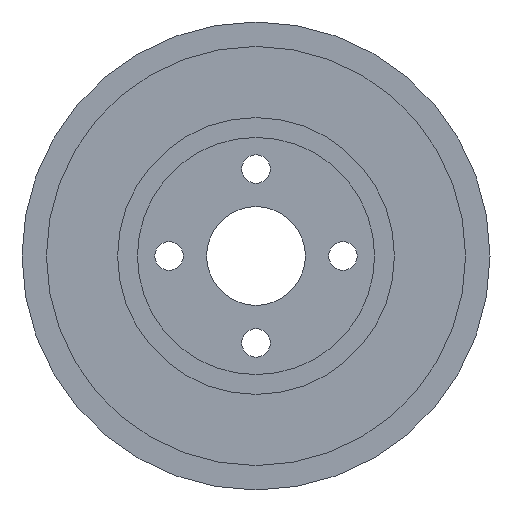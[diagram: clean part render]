
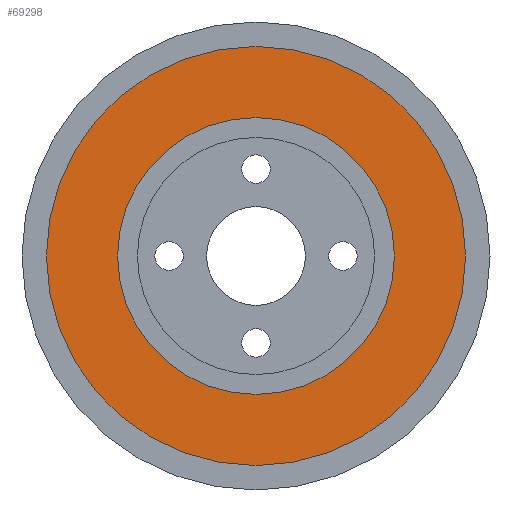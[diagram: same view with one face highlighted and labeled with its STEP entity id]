
A CAD part, front view. The second image highlights one B-rep face of the part: STEP entity #69298.
In plain terms, the highlighted planar face has unit normal (0, -1, 0).
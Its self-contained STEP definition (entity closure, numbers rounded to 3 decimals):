
#710 = CYLINDRICAL_SURFACE('',#711,17.5);
#711 = AXIS2_PLACEMENT_3D('',#712,#713,#714);
#712 = CARTESIAN_POINT('',(0.,0.8,0.));
#713 = DIRECTION('',(-0.,1.,-0.));
#714 = DIRECTION('',(0.,0.,1.));
#730 = VERTEX_POINT('',#731);
#731 = CARTESIAN_POINT('',(0.,1.8,-17.5));
#745 = CYLINDRICAL_SURFACE('',#746,17.5);
#746 = AXIS2_PLACEMENT_3D('',#747,#748,#749);
#747 = CARTESIAN_POINT('',(0.,0.8,0.));
#748 = DIRECTION('',(-0.,1.,-0.));
#749 = DIRECTION('',(0.,0.,1.));
#757 = EDGE_CURVE('',#730,#758,#760,.T.);
#758 = VERTEX_POINT('',#759);
#759 = CARTESIAN_POINT('',(0.,1.8,17.5));
#760 = SURFACE_CURVE('',#761,(#766,#773),.PCURVE_S1.);
#761 = CIRCLE('',#762,17.5);
#762 = AXIS2_PLACEMENT_3D('',#763,#764,#765);
#763 = CARTESIAN_POINT('',(0.,1.8,0.));
#764 = DIRECTION('',(0.,-1.,0.));
#765 = DIRECTION('',(0.,0.,-1.));
#766 = PCURVE('',#710,#767);
#767 = DEFINITIONAL_REPRESENTATION('',(#768),#772);
#768 = LINE('',#769,#770);
#769 = CARTESIAN_POINT('',(3.142,1.));
#770 = VECTOR('',#771,1.);
#771 = DIRECTION('',(-1.,0.));
#772 = ( GEOMETRIC_REPRESENTATION_CONTEXT(2) 
PARAMETRIC_REPRESENTATION_CONTEXT() REPRESENTATION_CONTEXT('2D SPACE',''
  ) );
#773 = PCURVE('',#774,#779);
#774 = PLANE('',#775);
#775 = AXIS2_PLACEMENT_3D('',#776,#777,#778);
#776 = CARTESIAN_POINT('',(0.,1.8,0.));
#777 = DIRECTION('',(0.,-1.,0.));
#778 = DIRECTION('',(0.,-0.,-1.));
#779 = DEFINITIONAL_REPRESENTATION('',(#780),#784);
#780 = CIRCLE('',#781,17.5);
#781 = AXIS2_PLACEMENT_2D('',#782,#783);
#782 = CARTESIAN_POINT('',(0.,0.));
#783 = DIRECTION('',(1.,0.));
#784 = ( GEOMETRIC_REPRESENTATION_CONTEXT(2) 
PARAMETRIC_REPRESENTATION_CONTEXT() REPRESENTATION_CONTEXT('2D SPACE',''
  ) );
#811 = VERTEX_POINT('',#812);
#812 = CARTESIAN_POINT('',(0.,1.8,-26.5));
#821 = CYLINDRICAL_SURFACE('',#822,26.5);
#822 = AXIS2_PLACEMENT_3D('',#823,#824,#825);
#823 = CARTESIAN_POINT('',(0.,1.8,0.));
#824 = DIRECTION('',(-0.,-1.,-0.));
#825 = DIRECTION('',(0.,0.,-1.));
#833 = CYLINDRICAL_SURFACE('',#834,26.5);
#834 = AXIS2_PLACEMENT_3D('',#835,#836,#837);
#835 = CARTESIAN_POINT('',(0.,1.8,0.));
#836 = DIRECTION('',(-0.,-1.,-0.));
#837 = DIRECTION('',(0.,0.,-1.));
#875 = VERTEX_POINT('',#876);
#876 = CARTESIAN_POINT('',(0.,1.8,26.5));
#897 = EDGE_CURVE('',#875,#811,#898,.T.);
#898 = SURFACE_CURVE('',#899,(#904,#911),.PCURVE_S1.);
#899 = CIRCLE('',#900,26.5);
#900 = AXIS2_PLACEMENT_3D('',#901,#902,#903);
#901 = CARTESIAN_POINT('',(0.,1.8,0.));
#902 = DIRECTION('',(0.,-1.,0.));
#903 = DIRECTION('',(0.,0.,-1.));
#904 = PCURVE('',#821,#905);
#905 = DEFINITIONAL_REPRESENTATION('',(#906),#910);
#906 = LINE('',#907,#908);
#907 = CARTESIAN_POINT('',(0.,0.));
#908 = VECTOR('',#909,1.);
#909 = DIRECTION('',(1.,0.));
#910 = ( GEOMETRIC_REPRESENTATION_CONTEXT(2) 
PARAMETRIC_REPRESENTATION_CONTEXT() REPRESENTATION_CONTEXT('2D SPACE',''
  ) );
#911 = PCURVE('',#774,#912);
#912 = DEFINITIONAL_REPRESENTATION('',(#913),#917);
#913 = CIRCLE('',#914,26.5);
#914 = AXIS2_PLACEMENT_2D('',#915,#916);
#915 = CARTESIAN_POINT('',(0.,0.));
#916 = DIRECTION('',(1.,0.));
#917 = ( GEOMETRIC_REPRESENTATION_CONTEXT(2) 
PARAMETRIC_REPRESENTATION_CONTEXT() REPRESENTATION_CONTEXT('2D SPACE',''
  ) );
#69276 = EDGE_CURVE('',#811,#875,#69277,.T.);
#69277 = SURFACE_CURVE('',#69278,(#69283,#69290),.PCURVE_S1.);
#69278 = CIRCLE('',#69279,26.5);
#69279 = AXIS2_PLACEMENT_3D('',#69280,#69281,#69282);
#69280 = CARTESIAN_POINT('',(0.,1.8,0.));
#69281 = DIRECTION('',(0.,-1.,0.));
#69282 = DIRECTION('',(0.,0.,-1.));
#69283 = PCURVE('',#833,#69284);
#69284 = DEFINITIONAL_REPRESENTATION('',(#69285),#69289);
#69285 = LINE('',#69286,#69287);
#69286 = CARTESIAN_POINT('',(0.,0.));
#69287 = VECTOR('',#69288,1.);
#69288 = DIRECTION('',(1.,0.));
#69289 = ( GEOMETRIC_REPRESENTATION_CONTEXT(2) 
PARAMETRIC_REPRESENTATION_CONTEXT() REPRESENTATION_CONTEXT('2D SPACE',''
  ) );
#69290 = PCURVE('',#774,#69291);
#69291 = DEFINITIONAL_REPRESENTATION('',(#69292),#69296);
#69292 = CIRCLE('',#69293,26.5);
#69293 = AXIS2_PLACEMENT_2D('',#69294,#69295);
#69294 = CARTESIAN_POINT('',(0.,0.));
#69295 = DIRECTION('',(1.,0.));
#69296 = ( GEOMETRIC_REPRESENTATION_CONTEXT(2) 
PARAMETRIC_REPRESENTATION_CONTEXT() REPRESENTATION_CONTEXT('2D SPACE',''
  ) );
#69298 = ADVANCED_FACE('',(#69299,#69324),#774,.T.);
#69299 = FACE_BOUND('',#69300,.T.);
#69300 = EDGE_LOOP('',(#69301,#69323));
#69301 = ORIENTED_EDGE('',*,*,#69302,.F.);
#69302 = EDGE_CURVE('',#758,#730,#69303,.T.);
#69303 = SURFACE_CURVE('',#69304,(#69309,#69316),.PCURVE_S1.);
#69304 = CIRCLE('',#69305,17.5);
#69305 = AXIS2_PLACEMENT_3D('',#69306,#69307,#69308);
#69306 = CARTESIAN_POINT('',(0.,1.8,0.));
#69307 = DIRECTION('',(0.,-1.,0.));
#69308 = DIRECTION('',(0.,0.,-1.));
#69309 = PCURVE('',#774,#69310);
#69310 = DEFINITIONAL_REPRESENTATION('',(#69311),#69315);
#69311 = CIRCLE('',#69312,17.5);
#69312 = AXIS2_PLACEMENT_2D('',#69313,#69314);
#69313 = CARTESIAN_POINT('',(0.,0.));
#69314 = DIRECTION('',(1.,0.));
#69315 = ( GEOMETRIC_REPRESENTATION_CONTEXT(2) 
PARAMETRIC_REPRESENTATION_CONTEXT() REPRESENTATION_CONTEXT('2D SPACE',''
  ) );
#69316 = PCURVE('',#745,#69317);
#69317 = DEFINITIONAL_REPRESENTATION('',(#69318),#69322);
#69318 = LINE('',#69319,#69320);
#69319 = CARTESIAN_POINT('',(9.425,1.));
#69320 = VECTOR('',#69321,1.);
#69321 = DIRECTION('',(-1.,0.));
#69322 = ( GEOMETRIC_REPRESENTATION_CONTEXT(2) 
PARAMETRIC_REPRESENTATION_CONTEXT() REPRESENTATION_CONTEXT('2D SPACE',''
  ) );
#69323 = ORIENTED_EDGE('',*,*,#757,.F.);
#69324 = FACE_BOUND('',#69325,.T.);
#69325 = EDGE_LOOP('',(#69326,#69327));
#69326 = ORIENTED_EDGE('',*,*,#69276,.T.);
#69327 = ORIENTED_EDGE('',*,*,#897,.T.);
